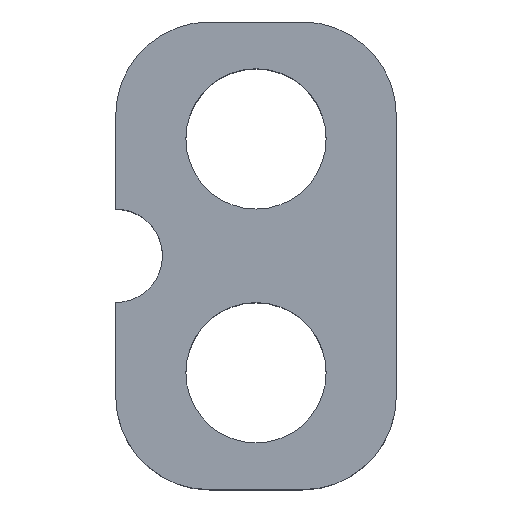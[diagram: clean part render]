
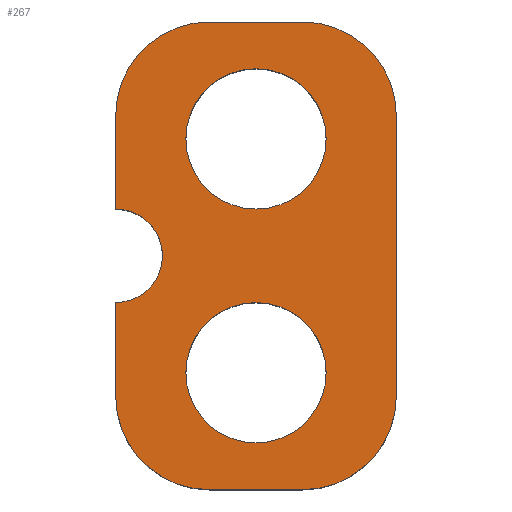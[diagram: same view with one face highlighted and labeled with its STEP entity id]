
A CAD part, top view. The second image highlights one B-rep face of the part: STEP entity #267.
In plain terms, the highlighted planar face has unit normal (0, 0, 1).
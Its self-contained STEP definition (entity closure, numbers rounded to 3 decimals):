
#15=FACE_BOUND('',#53,.T.);
#16=FACE_BOUND('',#54,.T.);
#24=PLANE('',#309);
#38=FACE_OUTER_BOUND('',#52,.T.);
#52=EDGE_LOOP('',(#224,#225,#226,#227,#228,#229,#230,#231,#232,#233));
#53=EDGE_LOOP('',(#234));
#54=EDGE_LOOP('',(#235));
#63=LINE('',#417,#85);
#67=LINE('',#429,#89);
#71=LINE('',#441,#93);
#75=LINE('',#453,#97);
#79=LINE('',#463,#101);
#85=VECTOR('',#338,10.);
#89=VECTOR('',#350,10.);
#93=VECTOR('',#362,10.);
#97=VECTOR('',#374,10.);
#101=VECTOR('',#386,10.);
#102=CIRCLE('',#284,1.5);
#104=CIRCLE('',#287,1.5);
#107=CIRCLE('',#291,1.);
#109=CIRCLE('',#295,2.);
#111=CIRCLE('',#299,2.);
#113=CIRCLE('',#303,2.);
#115=CIRCLE('',#307,2.);
#116=VERTEX_POINT('',#393);
#118=VERTEX_POINT('',#399);
#122=VERTEX_POINT('',#408);
#123=VERTEX_POINT('',#410);
#125=VERTEX_POINT('',#416);
#127=VERTEX_POINT('',#422);
#129=VERTEX_POINT('',#428);
#131=VERTEX_POINT('',#434);
#133=VERTEX_POINT('',#440);
#135=VERTEX_POINT('',#446);
#137=VERTEX_POINT('',#452);
#139=VERTEX_POINT('',#458);
#140=EDGE_CURVE('',#116,#116,#102,.T.);
#143=EDGE_CURVE('',#118,#118,#104,.T.);
#148=EDGE_CURVE('',#123,#122,#107,.T.);
#151=EDGE_CURVE('',#125,#123,#63,.T.);
#154=EDGE_CURVE('',#127,#125,#109,.T.);
#157=EDGE_CURVE('',#129,#127,#67,.T.);
#160=EDGE_CURVE('',#131,#129,#111,.T.);
#163=EDGE_CURVE('',#133,#131,#71,.T.);
#166=EDGE_CURVE('',#135,#133,#113,.T.);
#169=EDGE_CURVE('',#137,#135,#75,.T.);
#172=EDGE_CURVE('',#139,#137,#115,.T.);
#175=EDGE_CURVE('',#122,#139,#79,.T.);
#224=ORIENTED_EDGE('',*,*,#175,.T.);
#225=ORIENTED_EDGE('',*,*,#172,.T.);
#226=ORIENTED_EDGE('',*,*,#169,.T.);
#227=ORIENTED_EDGE('',*,*,#166,.T.);
#228=ORIENTED_EDGE('',*,*,#163,.T.);
#229=ORIENTED_EDGE('',*,*,#160,.T.);
#230=ORIENTED_EDGE('',*,*,#157,.T.);
#231=ORIENTED_EDGE('',*,*,#154,.T.);
#232=ORIENTED_EDGE('',*,*,#151,.T.);
#233=ORIENTED_EDGE('',*,*,#148,.T.);
#234=ORIENTED_EDGE('',*,*,#143,.T.);
#235=ORIENTED_EDGE('',*,*,#140,.T.);
#267=ADVANCED_FACE('',(#38,#15,#16),#24,.T.);
#284=AXIS2_PLACEMENT_3D('',#394,#315,#316);
#287=AXIS2_PLACEMENT_3D('',#400,#322,#323);
#291=AXIS2_PLACEMENT_3D('',#411,#332,#333);
#295=AXIS2_PLACEMENT_3D('',#423,#344,#345);
#299=AXIS2_PLACEMENT_3D('',#435,#356,#357);
#303=AXIS2_PLACEMENT_3D('',#447,#368,#369);
#307=AXIS2_PLACEMENT_3D('',#459,#380,#381);
#309=AXIS2_PLACEMENT_3D('',#464,#387,#388);
#315=DIRECTION('center_axis',(0.,0.,-1.));
#316=DIRECTION('ref_axis',(1.,0.,0.));
#322=DIRECTION('center_axis',(0.,0.,-1.));
#323=DIRECTION('ref_axis',(1.,0.,0.));
#332=DIRECTION('center_axis',(0.,0.,-1.));
#333=DIRECTION('ref_axis',(1.,0.,0.));
#338=DIRECTION('',(0.,-1.,0.));
#344=DIRECTION('center_axis',(0.,0.,1.));
#345=DIRECTION('ref_axis',(0.,1.,0.));
#350=DIRECTION('',(-1.,0.,0.));
#356=DIRECTION('center_axis',(0.,0.,1.));
#357=DIRECTION('ref_axis',(1.,0.,0.));
#362=DIRECTION('',(0.,1.,0.));
#368=DIRECTION('center_axis',(0.,0.,1.));
#369=DIRECTION('ref_axis',(0.,-1.,0.));
#374=DIRECTION('',(1.,0.,0.));
#380=DIRECTION('center_axis',(0.,0.,1.));
#381=DIRECTION('ref_axis',(-1.,0.,0.));
#386=DIRECTION('',(0.,-1.,0.));
#387=DIRECTION('center_axis',(0.,0.,1.));
#388=DIRECTION('ref_axis',(1.,0.,0.));
#393=CARTESIAN_POINT('',(1.5,2.5,4.));
#394=CARTESIAN_POINT('Origin',(3.,2.5,4.));
#399=CARTESIAN_POINT('',(1.5,7.5,4.));
#400=CARTESIAN_POINT('Origin',(3.,7.5,4.));
#408=CARTESIAN_POINT('',(0.,4.,4.));
#410=CARTESIAN_POINT('',(0.,6.,4.));
#411=CARTESIAN_POINT('Origin',(0.,5.,4.));
#416=CARTESIAN_POINT('',(0.,8.,4.));
#417=CARTESIAN_POINT('',(0.,8.,4.));
#422=CARTESIAN_POINT('',(2.,10.,4.));
#423=CARTESIAN_POINT('Origin',(2.,8.,4.));
#428=CARTESIAN_POINT('',(4.,10.,4.));
#429=CARTESIAN_POINT('',(4.,10.,4.));
#434=CARTESIAN_POINT('',(6.,8.,4.));
#435=CARTESIAN_POINT('Origin',(4.,8.,4.));
#440=CARTESIAN_POINT('',(6.,2.,4.));
#441=CARTESIAN_POINT('',(6.,2.,4.));
#446=CARTESIAN_POINT('',(4.,0.,4.));
#447=CARTESIAN_POINT('Origin',(4.,2.,4.));
#452=CARTESIAN_POINT('',(2.,0.,4.));
#453=CARTESIAN_POINT('',(2.,0.,4.));
#458=CARTESIAN_POINT('',(0.,2.,4.));
#459=CARTESIAN_POINT('Origin',(2.,2.,4.));
#463=CARTESIAN_POINT('',(0.,8.,4.));
#464=CARTESIAN_POINT('Origin',(3.,5.,4.));
